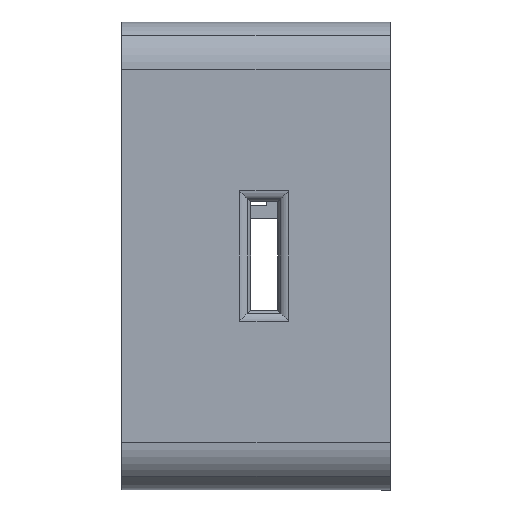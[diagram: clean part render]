
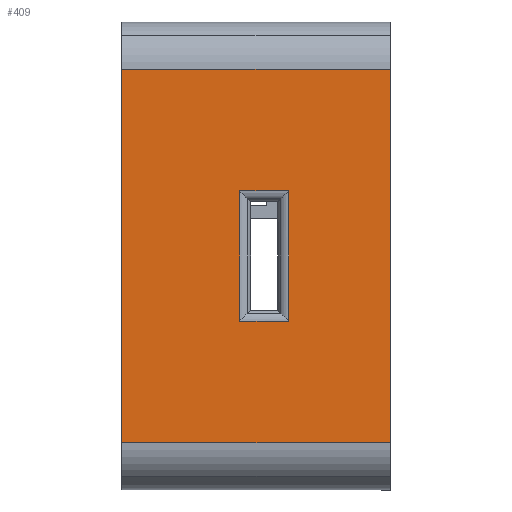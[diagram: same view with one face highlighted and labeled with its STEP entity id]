
A CAD part, left-side view. The second image highlights one B-rep face of the part: STEP entity #409.
In plain terms, the highlighted planar face has unit normal (-1, 0, 0).
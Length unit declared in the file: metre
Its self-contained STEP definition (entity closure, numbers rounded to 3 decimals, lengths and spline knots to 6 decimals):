
#409=ADVANCED_FACE('9:1700',(#1151,#1152),#1153,.T.);
#1151=FACE_OUTER_BOUND('',#2672,.T.);
#1152=FACE_BOUND('',#2673,.T.);
#1153=PLANE('',#2674);
#2672=EDGE_LOOP('',(#5458,#5459,#5460,#5461));
#2673=EDGE_LOOP('',(#5462,#5463,#5464,#5465));
#2674=AXIS2_PLACEMENT_3D('',#5466,#5467,#5468);
#5458=ORIENTED_EDGE('',*,*,#5636,.F.);
#5459=ORIENTED_EDGE('',*,*,#6523,.T.);
#5460=ORIENTED_EDGE('',*,*,#6521,.F.);
#5461=ORIENTED_EDGE('',*,*,#6524,.T.);
#5462=ORIENTED_EDGE('',*,*,#6475,.T.);
#5463=ORIENTED_EDGE('',*,*,#5664,.F.);
#5464=ORIENTED_EDGE('',*,*,#5668,.F.);
#5465=ORIENTED_EDGE('',*,*,#5671,.F.);
#5466=CARTESIAN_POINT('',(-0.01923,0.039064,0.021274));
#5467=DIRECTION('',(-1.0,0.,0.));
#5468=DIRECTION('',(0.,0.,-1.0));
#5636=EDGE_CURVE('1:585',#6562,#6564,#6565,.T.);
#5664=EDGE_CURVE('3:15350',#6617,#6619,#6620,.T.);
#5668=EDGE_CURVE('3:15164',#6624,#6617,#6626,.T.);
#5671=EDGE_CURVE('3:15409',#6628,#6624,#6630,.T.);
#6475=EDGE_CURVE('3:13601',#6628,#6619,#7960,.T.);
#6521=EDGE_CURVE('1:549',#8025,#8027,#8028,.T.);
#6523=EDGE_CURVE('1:229',#6562,#8027,#8030,.T.);
#6524=EDGE_CURVE('1:226',#8025,#6564,#8031,.F.);
#6562=VERTEX_POINT('',#8052);
#6564=VERTEX_POINT('',#8054);
#6565=LINE('',#8055,#8056);
#6617=VERTEX_POINT('',#8121);
#6619=VERTEX_POINT('',#8123);
#6620=LINE('',#8124,#8125);
#6624=VERTEX_POINT('',#8130);
#6626=LINE('',#8132,#8133);
#6628=VERTEX_POINT('',#8136);
#6630=LINE('',#8138,#8139);
#7960=LINE('',#10326,#10327);
#8025=VERTEX_POINT('',#10432);
#8027=VERTEX_POINT('',#10434);
#8028=LINE('',#10435,#10436);
#8030=LINE('',#10438,#10439);
#8031=LINE('',#10440,#10441);
#8052=CARTESIAN_POINT('',(-0.01923,0.039064,0.048774));
#8054=CARTESIAN_POINT('',(-0.01923,-0.000536,0.048774));
#8055=CARTESIAN_POINT('',(-0.01923,0.039064,0.048774));
#8056=VECTOR('',#10462,1.0);
#8121=CARTESIAN_POINT('',(-0.01923,0.021664,0.011674));
#8123=CARTESIAN_POINT('',(-0.01923,0.014464,0.011674));
#8124=CARTESIAN_POINT('',(-0.01923,0.029564,0.011674));
#8125=VECTOR('',#10518,1.0);
#8130=CARTESIAN_POINT('',(-0.01923,0.021664,0.030874));
#8132=CARTESIAN_POINT('',(-0.01923,0.021664,0.021274));
#8133=VECTOR('',#10526,1.0);
#8136=CARTESIAN_POINT('',(-0.01923,0.014464,0.030874));
#8138=CARTESIAN_POINT('',(-0.01923,0.029564,0.030874));
#8139=VECTOR('',#10531,1.0);
#10326=CARTESIAN_POINT('',(-0.01923,0.014464,0.021274));
#10327=VECTOR('',#11743,1.0);
#10432=CARTESIAN_POINT('',(-0.01923,-0.000536,-0.006226));
#10434=CARTESIAN_POINT('',(-0.01923,0.039064,-0.006226));
#10435=CARTESIAN_POINT('',(-0.01923,0.039064,-0.006226));
#10436=VECTOR('',#11799,1.0);
#10438=CARTESIAN_POINT('',(-0.01923,0.039064,0.021274));
#10439=VECTOR('',#11803,1.0);
#10440=CARTESIAN_POINT('',(-0.01923,-0.000536,0.021274));
#10441=VECTOR('',#11804,1.0);
#10462=DIRECTION('',(0.,-1.0,0.));
#10518=DIRECTION('',(0.,-1.0,0.));
#10526=DIRECTION('',(0.,0.,-1.0));
#10531=DIRECTION('',(0.,1.0,0.));
#11743=DIRECTION('',(0.,0.,-1.0));
#11799=DIRECTION('',(0.0,1.0,0.));
#11803=DIRECTION('',(0.,0.,-1.0));
#11804=DIRECTION('',(0.,0.,-1.0));
